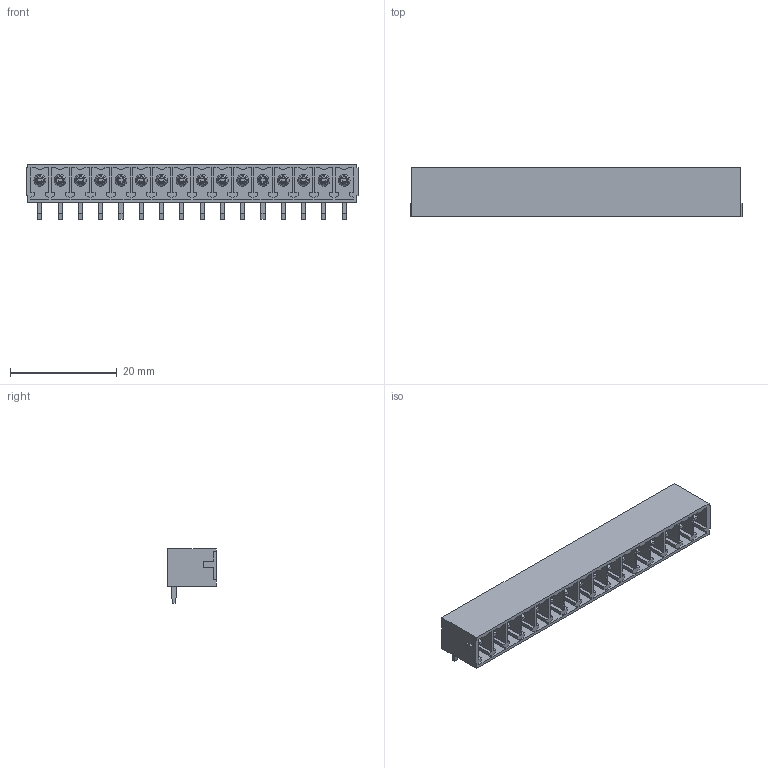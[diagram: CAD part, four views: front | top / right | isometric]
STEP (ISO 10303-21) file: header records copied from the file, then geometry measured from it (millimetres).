
FILE_DESCRIPTION(('CATIA V5 STEP Exchange','CAx-IF Rec.Pracs.--- Model Styling and Organization---1.2---2011-12-15'),'2;1');
FILE_NAME ('D1447421_0', '2018-10-15T09:46:56+00:00', ('none'), ('Weidmueller'), 'CATIA Version 5-6 Release 2014', 'CATIA V5 STEP AP214', 'none');
FILE_SCHEMA(('AUTOMOTIVE_DESIGN { 1 0 10303 214 1 1 1 1 }'));
Length unit declared in the file: millimetre
Products named in the file (1): 1037650000
Bounding box: 62.35 x 9.2 x 10.3 mm (x, y, z)
Volume: 1712.6 mm3; surface area: 5836.3 mm2
Topology: 17 solids, 17 shells, 1042 faces, 2896 edges, 1920 vertices
Faces by surface type: plane 922, cylinder 56, cone 32, torus 32
Entity records: 30671 total; most frequent: ORIENTED_EDGE 5792, CARTESIAN_POINT 5461, DIRECTION 4184, EDGE_CURVE 2896, VECTOR 2656, LINE 2656, VERTEX_POINT 1920, EDGE_LOOP 1106
